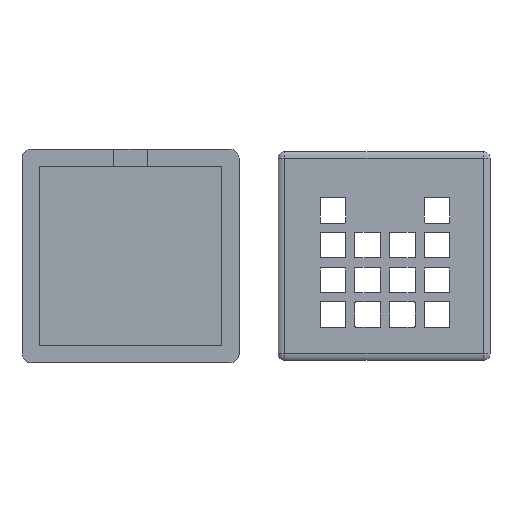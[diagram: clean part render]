
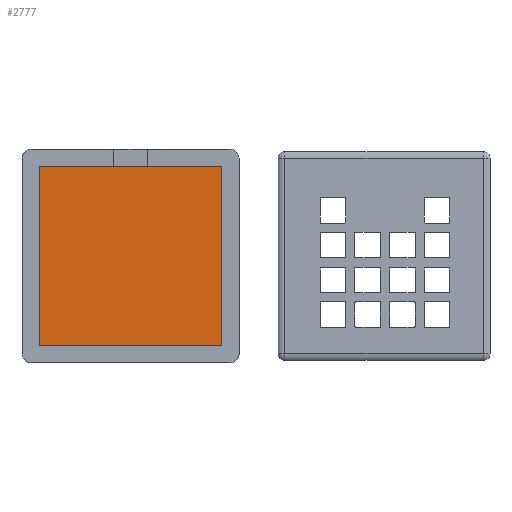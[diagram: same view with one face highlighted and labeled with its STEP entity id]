
A CAD part, top view. The second image highlights one B-rep face of the part: STEP entity #2777.
In plain terms, the highlighted planar face has unit normal (0, 0, 1).
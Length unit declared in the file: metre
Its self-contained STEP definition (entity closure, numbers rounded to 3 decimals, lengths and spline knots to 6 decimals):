
#982=ORIENTED_EDGE('',*,*,#1411,.F.);
#983=ORIENTED_EDGE('',*,*,#1406,.T.);
#984=ORIENTED_EDGE('',*,*,#1416,.T.);
#985=ORIENTED_EDGE('',*,*,#1414,.F.);
#1406=EDGE_CURVE('',#1686,#1687,#1950,.T.);
#1411=EDGE_CURVE('',#1686,#1690,#1955,.T.);
#1414=EDGE_CURVE('',#1690,#1691,#1958,.T.);
#1416=EDGE_CURVE('',#1687,#1691,#1960,.T.);
#1686=VERTEX_POINT('',#4678);
#1687=VERTEX_POINT('',#4679);
#1690=VERTEX_POINT('',#4688);
#1691=VERTEX_POINT('',#4693);
#1950=LINE('',#4677,#2222);
#1955=LINE('',#4687,#2227);
#1958=LINE('',#4692,#2230);
#1960=LINE('',#4696,#2232);
#2222=VECTOR('',#3854,1.);
#2227=VECTOR('',#3861,1.);
#2230=VECTOR('',#3866,1.);
#2232=VECTOR('',#3870,1.);
#2397=EDGE_LOOP('',(#982,#983,#984,#985));
#2565=FACE_BOUND('',#2397,.T.);
#2641=PLANE('',#3071);
#2777=ADVANCED_FACE('',(#2565),#2641,.T.);
#3071=AXIS2_PLACEMENT_3D('',#4703,#3876,#3877);
#3854=DIRECTION('',(0.,-1.,0.));
#3861=DIRECTION('',(1.,0.,0.));
#3866=DIRECTION('',(0.,-1.,0.));
#3870=DIRECTION('',(1.,0.,0.));
#3876=DIRECTION('',(0.,0.,1.));
#3877=DIRECTION('',(1.,0.,0.));
#4677=CARTESIAN_POINT('',(-0.050006,0.,0.003));
#4678=CARTESIAN_POINT('',(-0.050006,0.049125,0.003));
#4679=CARTESIAN_POINT('',(-0.050006,-0.049125,0.003));
#4687=CARTESIAN_POINT('',(0.,0.049125,0.003));
#4688=CARTESIAN_POINT('',(0.050006,0.049125,0.003));
#4692=CARTESIAN_POINT('',(0.050006,0.,0.003));
#4693=CARTESIAN_POINT('',(0.050006,-0.049125,0.003));
#4696=CARTESIAN_POINT('',(0.,-0.049125,0.003));
#4703=CARTESIAN_POINT('',(0.,0.,0.003));
